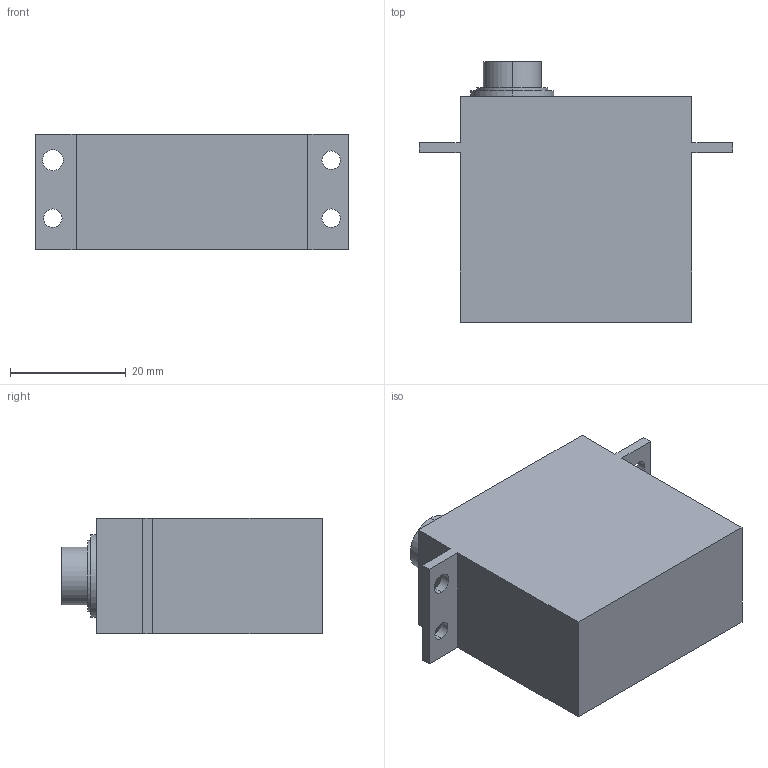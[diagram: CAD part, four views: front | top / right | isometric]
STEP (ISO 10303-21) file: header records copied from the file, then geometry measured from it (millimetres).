
FILE_DESCRIPTION (( 'STEP AP203' ), '1' );
FILE_NAME ('儂迮.STEP', '2025-09-04T04:58:20', ( '' ), ( '' ), 'SwSTEP 2.0', 'SolidWorks 2025', '' );
FILE_SCHEMA (( 'CONFIG_CONTROL_DESIGN' ));
Length unit declared in the file: millimetre
Products named in the file (1): 机械
Bounding box: 54 x 45 x 20 mm (x, y, z)
Volume: 32100.6 mm3; surface area: 7167.7 mm2
Topology: 1 solids, 1 shells, 40 faces, 98 edges, 63 vertices
Faces by surface type: cylinder 18, plane 18, cone 4
Entity records: 1267 total; most frequent: DIRECTION 216, CARTESIAN_POINT 200, ORIENTED_EDGE 192, EDGE_CURVE 96, AXIS2_PLACEMENT_3D 79, VERTEX_POINT 63, VECTOR 58, LINE 58
